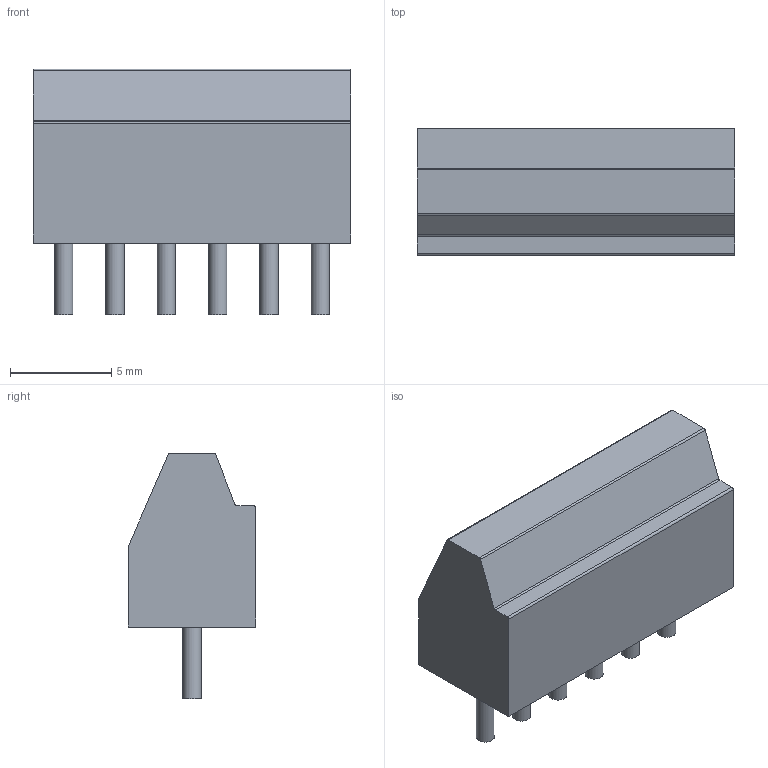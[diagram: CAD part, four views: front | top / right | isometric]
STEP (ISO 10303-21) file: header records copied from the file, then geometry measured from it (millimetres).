
FILE_DESCRIPTION(('FreeCAD Model'),'2;1');
FILE_NAME('Open CASCADE Shape Model','2022-05-04T13:52:09',('Author'),( ''),'Open CASCADE STEP processor 7.5','FreeCAD','Unknown');
FILE_SCHEMA(('AUTOMOTIVE_DESIGN { 1 0 10303 214 1 1 1 1 }'));
Length unit declared in the file: millimetre
Products named in the file (2): MP008516; pins
Assembly tree (1 placements, depth 2):
  MP008516
    pins
Bounding box: 15.72 x 6.3 x 12.15 mm (x, y, z)
Volume: 731.6 mm3; surface area: 580.9 mm2
Topology: 1 solids, 1 shells, 25 faces, 51 edges, 34 vertices
Faces by surface type: plane 15, cylinder 10
Full cylindrical faces by diameter (mm): 0.9 x6
Entity records: 1380 total; most frequent: CARTESIAN_POINT 238, DIRECTION 223, LINE 113, VECTOR 113, ORIENTED_EDGE 102, PCURVE 102, DEFINITIONAL_REPRESENTATION 102, EDGE_CURVE 51
